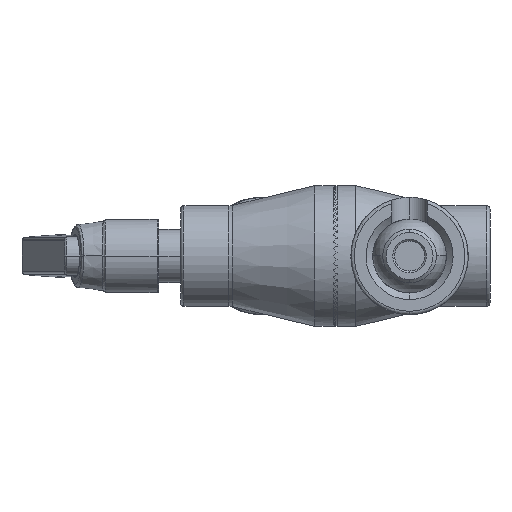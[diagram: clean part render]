
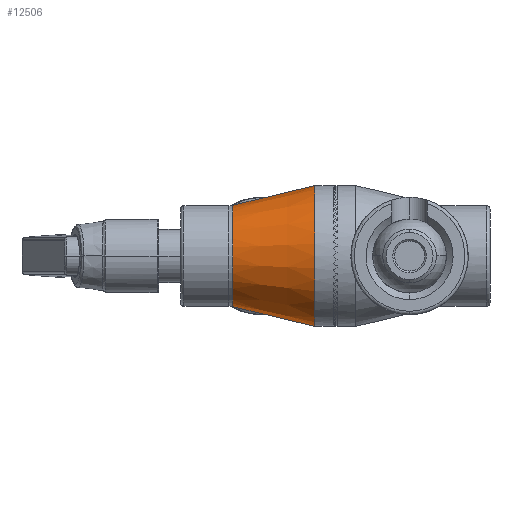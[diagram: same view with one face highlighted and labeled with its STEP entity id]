
A CAD part, left-side view. The second image highlights one B-rep face of the part: STEP entity #12506.
In plain terms, the highlighted conical face has half-angle 13.496 degrees and reference radius 21 mm.
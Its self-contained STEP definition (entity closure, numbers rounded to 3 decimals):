
#910 = EDGE_CURVE ( 'NONE', #14023, #8178, #16552, .T. ) ;
#2480 = VECTOR ( 'NONE', #4717, 1000. ) ;
#2727 = DIRECTION ( 'NONE',  ( 0., 0., -1. ) ) ;
#3235 = VECTOR ( 'NONE', #5392, 1000. ) ;
#3266 = EDGE_LOOP ( 'NONE', ( #5494, #14407, #9403, #16251 ) ) ;
#3747 = CARTESIAN_POINT ( 'NONE',  ( 0., -16., 21. ) ) ;
#3868 = CARTESIAN_POINT ( 'NONE',  ( 0., -16., -21. ) ) ;
#3919 = VERTEX_POINT ( 'NONE', #3747 ) ;
#4068 = DIRECTION ( 'NONE',  ( 0., 0., -1. ) ) ;
#4206 = CARTESIAN_POINT ( 'NONE',  ( 0., -16., 0. ) ) ;
#4717 = DIRECTION ( 'NONE',  ( 0., -0.972, 0.233 ) ) ;
#4902 = CARTESIAN_POINT ( 'NONE',  ( 0., -16., 21. ) ) ;
#4924 = LINE ( 'NONE', #4902, #2480 ) ;
#5392 = DIRECTION ( 'NONE',  ( 0., -0.972, -0.233 ) ) ;
#5436 = CARTESIAN_POINT ( 'NONE',  ( 0., -16., 0. ) ) ;
#5494 = ORIENTED_EDGE ( 'NONE', *, *, #10967, .F. ) ;
#6002 = AXIS2_PLACEMENT_3D ( 'NONE', #8145, #13878, #2727 ) ;
#6560 = AXIS2_PLACEMENT_3D ( 'NONE', #5436, #7906, #16250 ) ;
#7445 = FACE_OUTER_BOUND ( 'NONE', #3266, .T. ) ;
#7563 = CARTESIAN_POINT ( 'NONE',  ( 0., 8.425, -15.138 ) ) ;
#7734 = EDGE_CURVE ( 'NONE', #8178, #15688, #17168, .T. ) ;
#7906 = DIRECTION ( 'NONE',  ( 0., -1., 0. ) ) ;
#8145 = CARTESIAN_POINT ( 'NONE',  ( 0., 8.425, 0. ) ) ;
#8178 = VERTEX_POINT ( 'NONE', #7563 ) ;
#8859 = EDGE_CURVE ( 'NONE', #3919, #15688, #13471, .T. ) ;
#9403 = ORIENTED_EDGE ( 'NONE', *, *, #7734, .T. ) ;
#9818 = CARTESIAN_POINT ( 'NONE',  ( 0., -16., -21. ) ) ;
#10967 = EDGE_CURVE ( 'NONE', #14023, #3919, #4924, .T. ) ;
#12254 = CARTESIAN_POINT ( 'NONE',  ( 0., 8.425, 15.138 ) ) ;
#12506 = ADVANCED_FACE ( 'NONE', ( #7445 ), #15269, .T. ) ;
#13471 = CIRCLE ( 'NONE', #6560, 21. ) ;
#13878 = DIRECTION ( 'NONE',  ( 0., -1., 0. ) ) ;
#14023 = VERTEX_POINT ( 'NONE', #12254 ) ;
#14407 = ORIENTED_EDGE ( 'NONE', *, *, #910, .T. ) ;
#15269 = CONICAL_SURFACE ( 'NONE', #15818, 21., 0.236 ) ;
#15688 = VERTEX_POINT ( 'NONE', #9818 ) ;
#15818 = AXIS2_PLACEMENT_3D ( 'NONE', #4206, #17917, #4068 ) ;
#16250 = DIRECTION ( 'NONE',  ( 0., 0., -1. ) ) ;
#16251 = ORIENTED_EDGE ( 'NONE', *, *, #8859, .F. ) ;
#16552 = CIRCLE ( 'NONE', #6002, 15.138 ) ;
#17168 = LINE ( 'NONE', #3868, #3235 ) ;
#17917 = DIRECTION ( 'NONE',  ( 0., -1., 0. ) ) ;
